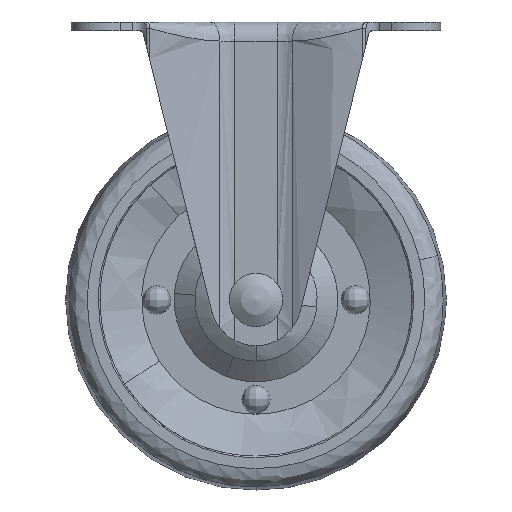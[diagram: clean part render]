
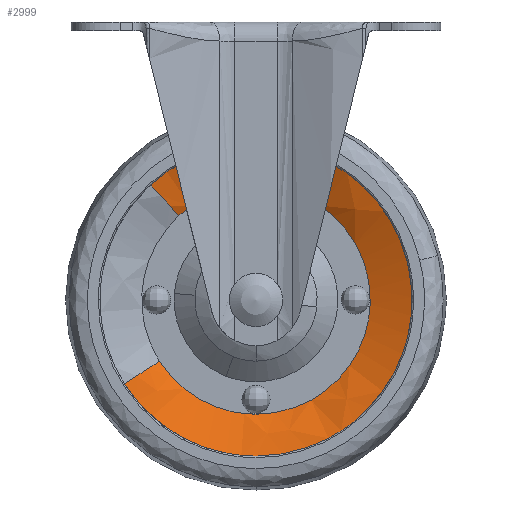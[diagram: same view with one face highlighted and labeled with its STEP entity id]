
A CAD part, front view. The second image highlights one B-rep face of the part: STEP entity #2999.
In plain terms, the highlighted free-form (B-spline) face has degree [2, 2] with [9, 3] control points.
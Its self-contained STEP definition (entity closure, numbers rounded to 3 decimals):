
#1268=CARTESIAN_POINT('',(25.523,-10.5,-105.087));
#1269=VERTEX_POINT('',#1268);
#1270=CARTESIAN_POINT('',(32.087,-10.5,-47.477));
#1271=VERTEX_POINT('',#1270);
#1272=CARTESIAN_POINT('',(25.523,-10.5,-105.087));
#1273=CARTESIAN_POINT('',(41.0,-10.5,-92.776));
#1274=CARTESIAN_POINT('',(41.0,-10.5,-73.0));
#1275=CARTESIAN_POINT('',(41.0,-10.5,-58.682));
#1276=CARTESIAN_POINT('',(32.087,-10.5,-47.477));
#1284=(BOUNDED_CURVE()B_SPLINE_CURVE(2,(#1272,#1273,#1274,#1275,#1276),.UNSPECIFIED.,.F.,.U.)B_SPLINE_CURVE_WITH_KNOTS((3,2,3),(0.108,0.25,0.358),.UNSPECIFIED.)CURVE()GEOMETRIC_REPRESENTATION_ITEM()RATIONAL_B_SPLINE_CURVE((0.856,0.833,1.0,0.874,0.856))REPRESENTATION_ITEM(''));
#1285=EDGE_CURVE('',#1269,#1271,#1284,.T.);
#1356=CARTESIAN_POINT('',(0.0,-10.5,-114.0));
#1357=VERTEX_POINT('',#1356);
#1358=CARTESIAN_POINT('',(0.0,-10.5,-114.0));
#1359=CARTESIAN_POINT('',(14.318,-10.5,-114.));
#1360=CARTESIAN_POINT('',(25.523,-10.5,-105.087));
#1368=(BOUNDED_CURVE()B_SPLINE_CURVE(2,(#1358,#1359,#1360),.UNSPECIFIED.,.F.,.U.)B_SPLINE_CURVE_WITH_KNOTS((3,3),(0.0,0.108),.UNSPECIFIED.)CURVE()GEOMETRIC_REPRESENTATION_ITEM()RATIONAL_B_SPLINE_CURVE((1.0,0.874,0.856))REPRESENTATION_ITEM(''));
#1369=EDGE_CURVE('',#1357,#1269,#1368,.T.);
#1371=CARTESIAN_POINT('',(-34.607,-10.5,-94.986));
#1372=VERTEX_POINT('',#1371);
#1373=CARTESIAN_POINT('',(-34.607,-10.5,-94.986));
#1374=CARTESIAN_POINT('',(-22.527,-10.5,-114.));
#1375=CARTESIAN_POINT('',(0.0,-10.5,-114.0));
#1383=(BOUNDED_CURVE()B_SPLINE_CURVE(2,(#1373,#1374,#1375),.UNSPECIFIED.,.F.,.U.)B_SPLINE_CURVE_WITH_KNOTS((3,3),(0.842,1.0),.UNSPECIFIED.)CURVE()GEOMETRIC_REPRESENTATION_ITEM()RATIONAL_B_SPLINE_CURVE((0.864,0.815,1.0))REPRESENTATION_ITEM(''));
#1384=EDGE_CURVE('',#1372,#1357,#1383,.T.);
#1386=CARTESIAN_POINT('',(-27.689,-10.5,-42.762));
#1387=VERTEX_POINT('',#1386);
#1403=CARTESIAN_POINT('',(0.0,-10.5,-32.));
#1404=VERTEX_POINT('',#1403);
#1405=CARTESIAN_POINT('',(0.0,-10.5,-32.));
#1406=CARTESIAN_POINT('',(-15.936,-10.5,-32.));
#1407=CARTESIAN_POINT('',(-27.689,-10.5,-42.762));
#1415=(BOUNDED_CURVE()B_SPLINE_CURVE(2,(#1405,#1406,#1407),.UNSPECIFIED.,.F.,.U.)B_SPLINE_CURVE_WITH_KNOTS((3,3),(0.5,0.618),.UNSPECIFIED.)CURVE()GEOMETRIC_REPRESENTATION_ITEM()RATIONAL_B_SPLINE_CURVE((1.0,0.861,0.854))REPRESENTATION_ITEM(''));
#1416=EDGE_CURVE('',#1404,#1387,#1415,.T.);
#1418=CARTESIAN_POINT('',(32.087,-10.5,-47.477));
#1419=CARTESIAN_POINT('',(19.776,-10.5,-32.));
#1420=CARTESIAN_POINT('',(0.0,-10.5,-32.));
#1428=(BOUNDED_CURVE()B_SPLINE_CURVE(2,(#1418,#1419,#1420),.UNSPECIFIED.,.F.,.U.)B_SPLINE_CURVE_WITH_KNOTS((3,3),(0.358,0.5),.UNSPECIFIED.)CURVE()GEOMETRIC_REPRESENTATION_ITEM()RATIONAL_B_SPLINE_CURVE((0.856,0.833,1.0))REPRESENTATION_ITEM(''));
#1429=EDGE_CURVE('',#1271,#1404,#1428,.T.);
#2882=CARTESIAN_POINT('',(-35.101,-10.581,-95.3));
#2883=CARTESIAN_POINT('',(-33.14,-10.581,-98.387));
#2884=CARTESIAN_POINT('',(-30.67,-10.581,-101.084));
#2885=CARTESIAN_POINT('',(-2.586,-10.581,-131.754));
#2886=CARTESIAN_POINT('',(28.084,-10.581,-103.67));
#2887=CARTESIAN_POINT('',(58.754,-10.581,-75.586));
#2888=CARTESIAN_POINT('',(30.67,-10.581,-44.916));
#2889=CARTESIAN_POINT('',(2.586,-10.581,-14.246));
#2890=CARTESIAN_POINT('',(-28.084,-10.581,-42.33));
#2891=CARTESIAN_POINT('',(-29.479,-9.737,-91.728));
#2892=CARTESIAN_POINT('',(-27.832,-9.737,-94.321));
#2893=CARTESIAN_POINT('',(-25.758,-9.737,-96.586));
#2894=CARTESIAN_POINT('',(-2.172,-9.737,-122.344));
#2895=CARTESIAN_POINT('',(23.586,-9.737,-98.758));
#2896=CARTESIAN_POINT('',(49.344,-9.737,-75.172));
#2897=CARTESIAN_POINT('',(25.758,-9.737,-49.414));
#2898=CARTESIAN_POINT('',(2.172,-9.737,-23.656));
#2899=CARTESIAN_POINT('',(-23.586,-9.737,-47.242));
#2900=CARTESIAN_POINT('',(-24.917,-5.755,-88.83));
#2901=CARTESIAN_POINT('',(-23.525,-5.755,-91.021));
#2902=CARTESIAN_POINT('',(-21.772,-5.755,-92.936));
#2903=CARTESIAN_POINT('',(-1.836,-5.755,-114.708));
#2904=CARTESIAN_POINT('',(19.936,-5.755,-94.772));
#2905=CARTESIAN_POINT('',(41.708,-5.755,-74.836));
#2906=CARTESIAN_POINT('',(21.772,-5.755,-53.064));
#2907=CARTESIAN_POINT('',(1.836,-5.755,-31.292));
#2908=CARTESIAN_POINT('',(-19.936,-5.755,-51.228));
#2916=(BOUNDED_SURFACE()B_SPLINE_SURFACE(2,2,((#2882,#2891,#2900),(#2883,#2892,#2901),(#2884,#2893,#2902),(#2885,#2894,#2903),(#2886,#2895,#2904),(#2887,#2896,#2905),(#2888,#2897,#2906),(#2889,#2898,#2907),(#2890,#2899,#2908)),.UNSPECIFIED.,.F.,.F.,.U.)B_SPLINE_SURFACE_WITH_KNOTS((3,2,2,2,3),(3,3),(0.0,8.268,77.169,146.071,214.972),(0.0,13.207),.UNSPECIFIED.)GEOMETRIC_REPRESENTATION_ITEM()RATIONAL_B_SPLINE_SURFACE(((0.887,0.858,0.887),(0.912,0.883,0.913),(0.945,0.915,0.946),(0.668,0.647,0.669),(0.945,0.915,0.946),(0.668,0.647,0.669),(0.945,0.915,0.946),(0.668,0.647,0.669),(0.945,0.915,0.946)))REPRESENTATION_ITEM('')SURFACE());
#2917=ORIENTED_EDGE('',*,*,#1384,.T.);
#2918=ORIENTED_EDGE('',*,*,#1369,.T.);
#2919=ORIENTED_EDGE('',*,*,#1285,.T.);
#2920=ORIENTED_EDGE('',*,*,#1429,.T.);
#2921=ORIENTED_EDGE('',*,*,#1416,.T.);
#2922=CARTESIAN_POINT('',(-20.26,-6.1,-50.875));
#2923=VERTEX_POINT('',#2922);
#2924=CARTESIAN_POINT('',(-27.689,-10.5,-42.762));
#2925=CARTESIAN_POINT('',(-23.624,-9.597,-47.201));
#2926=CARTESIAN_POINT('',(-20.26,-6.1,-50.875));
#2934=(BOUNDED_CURVE()B_SPLINE_CURVE(2,(#2924,#2925,#2926),.UNSPECIFIED.,.F.,.U.)B_SPLINE_CURVE_WITH_KNOTS((3,3),(-1.418,-0.569),.UNSPECIFIED.)CURVE()GEOMETRIC_REPRESENTATION_ITEM()RATIONAL_B_SPLINE_CURVE((0.942,0.918,0.943))REPRESENTATION_ITEM(''));
#2935=EDGE_CURVE('',#1387,#2923,#2934,.T.);
#2936=ORIENTED_EDGE('',*,*,#2935,.T.);
#2937=CARTESIAN_POINT('',(0.0,-6.1,-43.0));
#2938=VERTEX_POINT('',#2937);
#2939=CARTESIAN_POINT('',(0.0,-6.1,-43.0));
#2940=CARTESIAN_POINT('',(-11.66,-6.1,-43.));
#2941=CARTESIAN_POINT('',(-20.26,-6.1,-50.875));
#2949=(BOUNDED_CURVE()B_SPLINE_CURVE(2,(#2939,#2940,#2941),.UNSPECIFIED.,.F.,.U.)B_SPLINE_CURVE_WITH_KNOTS((3,3),(0.5,0.618),.UNSPECIFIED.)CURVE()GEOMETRIC_REPRESENTATION_ITEM()RATIONAL_B_SPLINE_CURVE((1.0,0.861,0.854))REPRESENTATION_ITEM(''));
#2950=EDGE_CURVE('',#2938,#2923,#2949,.T.);
#2951=ORIENTED_EDGE('',*,*,#2950,.F.);
#2952=CARTESIAN_POINT('',(0.0,-6.1,-103.0));
#2953=VERTEX_POINT('',#2952);
#2954=CARTESIAN_POINT('',(0.0,-6.1,-103.0));
#2955=CARTESIAN_POINT('',(30.,-6.1,-103.0));
#2956=CARTESIAN_POINT('',(30.0,-6.1,-73.0));
#2957=CARTESIAN_POINT('',(30.,-6.1,-43.0));
#2958=CARTESIAN_POINT('',(0.0,-6.1,-43.0));
#2966=(BOUNDED_CURVE()B_SPLINE_CURVE(2,(#2954,#2955,#2956,#2957,#2958),.UNSPECIFIED.,.F.,.U.)B_SPLINE_CURVE_WITH_KNOTS((3,2,3),(0.0,0.25,0.5),.UNSPECIFIED.)CURVE()GEOMETRIC_REPRESENTATION_ITEM()RATIONAL_B_SPLINE_CURVE((1.0,0.707,1.0,0.707,1.0))REPRESENTATION_ITEM(''));
#2967=EDGE_CURVE('',#2953,#2938,#2966,.T.);
#2968=ORIENTED_EDGE('',*,*,#2967,.F.);
#2969=CARTESIAN_POINT('',(-25.322,-6.1,-89.087));
#2970=VERTEX_POINT('',#2969);
#2971=CARTESIAN_POINT('',(-25.322,-6.1,-89.087));
#2972=CARTESIAN_POINT('',(-16.483,-6.1,-103.0));
#2973=CARTESIAN_POINT('',(0.0,-6.1,-103.0));
#2981=(BOUNDED_CURVE()B_SPLINE_CURVE(2,(#2971,#2972,#2973),.UNSPECIFIED.,.F.,.U.)B_SPLINE_CURVE_WITH_KNOTS((3,3),(0.842,1.0),.UNSPECIFIED.)CURVE()GEOMETRIC_REPRESENTATION_ITEM()RATIONAL_B_SPLINE_CURVE((0.864,0.815,1.0))REPRESENTATION_ITEM(''));
#2982=EDGE_CURVE('',#2970,#2953,#2981,.T.);
#2983=ORIENTED_EDGE('',*,*,#2982,.F.);
#2984=CARTESIAN_POINT('',(-34.607,-10.5,-94.986));
#2985=CARTESIAN_POINT('',(-29.526,-9.597,-91.758));
#2986=CARTESIAN_POINT('',(-25.322,-6.1,-89.087));
#2994=(BOUNDED_CURVE()B_SPLINE_CURVE(2,(#2984,#2985,#2986),.UNSPECIFIED.,.F.,.U.)B_SPLINE_CURVE_WITH_KNOTS((3,3),(-1.418,-0.569),.UNSPECIFIED.)CURVE()GEOMETRIC_REPRESENTATION_ITEM()RATIONAL_B_SPLINE_CURVE((0.884,0.861,0.885))REPRESENTATION_ITEM(''));
#2995=EDGE_CURVE('',#1372,#2970,#2994,.T.);
#2996=ORIENTED_EDGE('',*,*,#2995,.F.);
#2997=EDGE_LOOP('',(#2917,#2918,#2919,#2920,#2921,#2936,#2951,#2968,#2983,#2996));
#2998=FACE_OUTER_BOUND('',#2997,.T.);
#2999=ADVANCED_FACE('',(#2998),#2916,.T.);
